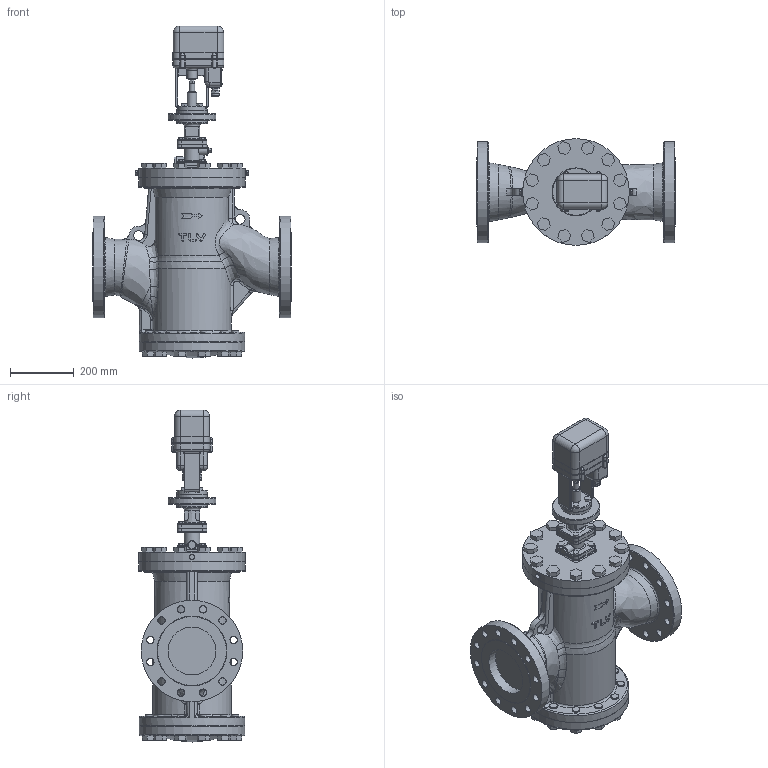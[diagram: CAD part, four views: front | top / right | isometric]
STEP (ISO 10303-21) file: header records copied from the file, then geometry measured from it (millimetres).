
FILE_DESCRIPTION(/* description */ (''),/* implementation_level */ '2;1');
FILE_NAME(/* name */ 'ccr16-150-a0300-00.stp',/* time_stamp */ '2018-01-23T11:13:09+09:00',/* author */ ('nakaot'),/* organization */ (''),/* preprocessor_version */ 'ST-DEVELOPER v15.6',/* originating_system */ 'Autodesk Inventor 2015',/* authorisation */ '');
FILE_SCHEMA (('CONFIG_CONTROL_DESIGN'));
Length unit declared in the file: millimetre
Products named in the file (1): ccr16-150-a0300-00
Bounding box: 622 x 334 x 1040.04 mm (x, y, z)
Volume: 48225439.2 mm3; surface area: 1858898.6 mm2
Topology: 1 solids, 1 shells, 1212 faces, 3061 edges, 1944 vertices
Faces by surface type: plane 654, cylinder 329, bspline 124, torus 85, sphere 11, cone 9
Full cylindrical faces by diameter (mm): 5.5 x4, 5.9 x4, 6 x4, 10 x16, 17 x3, 18 x1, 20 x2, 21 x1, 23 x25, 24 x50, 27 x1, 27.874 x1, 30 x4, 32 x1, 41.594 x1, 48.538 x1, 56.542 x1, 61.705 x1, 63.837 x1, 95 x3, 150 x3, 184.144 x1, 255.783 x1, 318 x2, 330 x2, 334 x2
Entity records: 43700 total; most frequent: CARTESIAN_POINT 15860, ORIENTED_EDGE 5658, DIRECTION 5485, EDGE_CURVE 2829, AXIS2_PLACEMENT_3D 1979, VERTEX_POINT 1891, EDGE_LOOP 1604, LINE 1527
